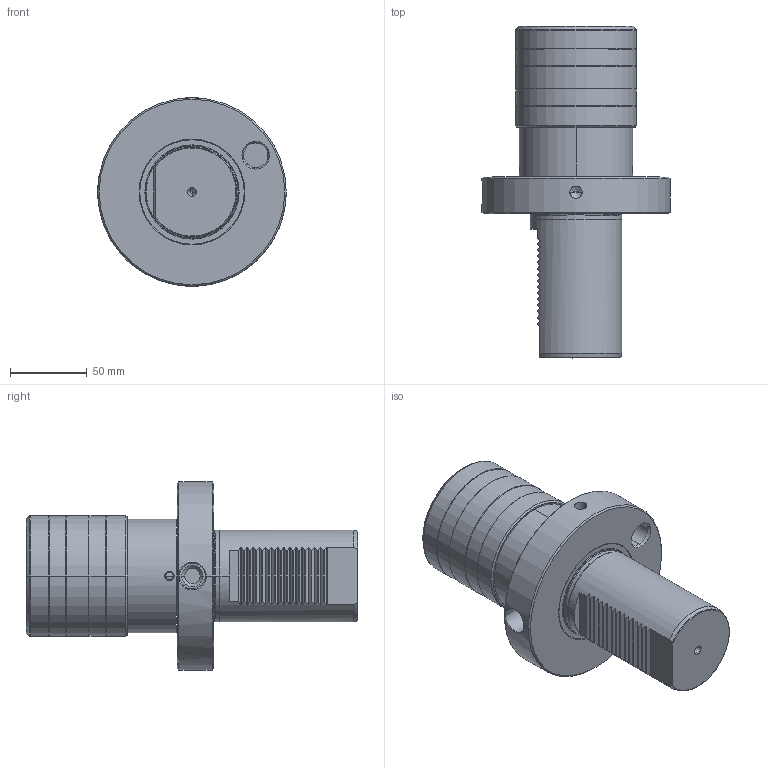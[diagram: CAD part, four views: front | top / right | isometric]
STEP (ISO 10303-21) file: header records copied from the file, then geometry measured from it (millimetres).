
FILE_DESCRIPTION((''),'2;1');
FILE_NAME('32800-VDI60-M40_SW0001','2016-04-04T',('040'),(''),'CREO PARAMETRIC BY PTC INC, 2015380','CREO PARAMETRIC BY PTC INC, 2015380','');
FILE_SCHEMA(('CONFIG_CONTROL_DESIGN'));
Length unit declared in the file: millimetre
Products named in the file (1): 32800-VDI60-M40_SW0001
Bounding box: 123 x 216.5 x 123 mm (x, y, z)
Volume: 720193 mm3; surface area: 159863.8 mm2
Topology: 1 solids, 1 shells, 361 faces, 907 edges, 553 vertices
Faces by surface type: cylinder 135, plane 108, cone 60, torus 38, sphere 12, bspline 8
Entity records: 12466 total; most frequent: CARTESIAN_POINT 4051, ORIENTED_EDGE 1802, DIRECTION 1687, EDGE_CURVE 901, AXIS2_PLACEMENT_3D 668, VERTEX_POINT 553, EDGE_LOOP 392, FACE_OUTER_BOUND 361
